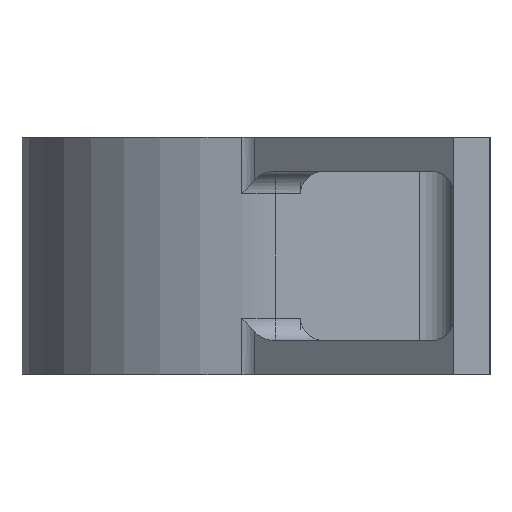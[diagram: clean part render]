
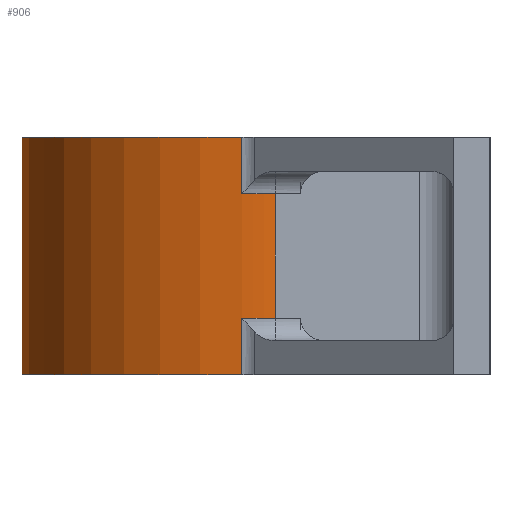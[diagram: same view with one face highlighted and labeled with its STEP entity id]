
A CAD part, left-side view. The second image highlights one B-rep face of the part: STEP entity #906.
In plain terms, the highlighted cylindrical face has radius 22.5 mm (diameter 45 mm), a partial arc.
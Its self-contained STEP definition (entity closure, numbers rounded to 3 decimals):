
#39=CIRCLE('',#974,22.5);
#42=CIRCLE('',#982,22.5);
#44=CIRCLE('',#987,22.5);
#48=CIRCLE('',#996,22.5);
#49=CIRCLE('',#997,22.5);
#50=CIRCLE('',#998,22.5);
#104=FACE_OUTER_BOUND('',#151,.T.);
#151=EDGE_LOOP('',(#685,#686,#687,#688,#689,#690,#691,#692,#693,#694,#695,
#696));
#201=LINE('',#1353,#289);
#209=LINE('',#1418,#297);
#216=LINE('',#1462,#304);
#218=LINE('',#1467,#306);
#224=LINE('',#1481,#312);
#225=LINE('',#1484,#313);
#289=VECTOR('',#1084,10.);
#297=VECTOR('',#1120,10.);
#304=VECTOR('',#1147,10.);
#306=VECTOR('',#1151,10.);
#312=VECTOR('',#1161,10.);
#313=VECTOR('',#1166,10.);
#393=VERTEX_POINT('',#1350);
#394=VERTEX_POINT('',#1352);
#396=VERTEX_POINT('',#1364);
#401=VERTEX_POINT('',#1391);
#403=VERTEX_POINT('',#1397);
#405=VERTEX_POINT('',#1417);
#408=VERTEX_POINT('',#1427);
#409=VERTEX_POINT('',#1428);
#416=VERTEX_POINT('',#1460);
#418=VERTEX_POINT('',#1466);
#423=VERTEX_POINT('',#1478);
#424=VERTEX_POINT('',#1480);
#484=EDGE_CURVE('',#393,#394,#201,.T.);
#490=EDGE_CURVE('',#394,#396,#39,.T.);
#500=EDGE_CURVE('',#401,#403,#42,.T.);
#503=EDGE_CURVE('',#403,#405,#209,.T.);
#508=EDGE_CURVE('',#408,#409,#44,.T.);
#518=EDGE_CURVE('',#416,#408,#216,.T.);
#520=EDGE_CURVE('',#418,#409,#218,.T.);
#526=EDGE_CURVE('',#423,#393,#48,.T.);
#527=EDGE_CURVE('',#424,#423,#224,.T.);
#528=EDGE_CURVE('',#418,#424,#49,.T.);
#529=EDGE_CURVE('',#405,#416,#50,.T.);
#530=EDGE_CURVE('',#396,#401,#225,.T.);
#685=ORIENTED_EDGE('',*,*,#484,.F.);
#686=ORIENTED_EDGE('',*,*,#526,.F.);
#687=ORIENTED_EDGE('',*,*,#527,.F.);
#688=ORIENTED_EDGE('',*,*,#528,.F.);
#689=ORIENTED_EDGE('',*,*,#520,.T.);
#690=ORIENTED_EDGE('',*,*,#508,.F.);
#691=ORIENTED_EDGE('',*,*,#518,.F.);
#692=ORIENTED_EDGE('',*,*,#529,.F.);
#693=ORIENTED_EDGE('',*,*,#503,.F.);
#694=ORIENTED_EDGE('',*,*,#500,.F.);
#695=ORIENTED_EDGE('',*,*,#530,.F.);
#696=ORIENTED_EDGE('',*,*,#490,.F.);
#879=CYLINDRICAL_SURFACE('',#995,22.5);
#906=ADVANCED_FACE('',(#104),#879,.T.);
#974=AXIS2_PLACEMENT_3D('',#1372,#1095,#1096);
#982=AXIS2_PLACEMENT_3D('',#1398,#1116,#1117);
#987=AXIS2_PLACEMENT_3D('',#1429,#1130,#1131);
#995=AXIS2_PLACEMENT_3D('',#1477,#1157,#1158);
#996=AXIS2_PLACEMENT_3D('',#1479,#1159,#1160);
#997=AXIS2_PLACEMENT_3D('',#1482,#1162,#1163);
#998=AXIS2_PLACEMENT_3D('',#1483,#1164,#1165);
#1084=DIRECTION('',(0.,0.,1.));
#1095=DIRECTION('center_axis',(0.,0.,-1.));
#1096=DIRECTION('ref_axis',(0.999,0.052,0.));
#1116=DIRECTION('center_axis',(0.,0.,1.));
#1117=DIRECTION('ref_axis',(0.999,0.052,0.));
#1120=DIRECTION('',(0.,0.,1.));
#1130=DIRECTION('center_axis',(0.,0.,1.));
#1131=DIRECTION('ref_axis',(-0.999,0.052,0.));
#1147=DIRECTION('',(0.,0.,-1.));
#1151=DIRECTION('',(0.,0.,1.));
#1157=DIRECTION('center_axis',(0.,0.,1.));
#1158=DIRECTION('ref_axis',(1.,0.,0.));
#1159=DIRECTION('center_axis',(0.,0.,-1.));
#1160=DIRECTION('ref_axis',(-1.,0.,0.));
#1161=DIRECTION('',(0.,0.,-1.));
#1162=DIRECTION('center_axis',(0.,0.,-1.));
#1163=DIRECTION('ref_axis',(-0.999,0.052,0.));
#1164=DIRECTION('center_axis',(0.,0.,1.));
#1165=DIRECTION('ref_axis',(1.,0.,0.));
#1166=DIRECTION('',(0.,0.,1.));
#1350=CARTESIAN_POINT('',(22.304,2.966,-3.));
#1352=CARTESIAN_POINT('',(22.304,2.966,2.));
#1353=CARTESIAN_POINT('',(22.304,2.966,0.));
#1364=CARTESIAN_POINT('',(22.5,0.,2.));
#1372=CARTESIAN_POINT('Origin',(0.,0.,2.));
#1391=CARTESIAN_POINT('',(22.5,0.,13.));
#1397=CARTESIAN_POINT('',(22.304,2.966,13.));
#1398=CARTESIAN_POINT('Origin',(0.,0.,13.));
#1417=CARTESIAN_POINT('',(22.304,2.966,18.));
#1418=CARTESIAN_POINT('',(22.304,2.966,0.));
#1427=CARTESIAN_POINT('',(-22.304,2.966,13.));
#1428=CARTESIAN_POINT('',(-22.5,0.,13.));
#1429=CARTESIAN_POINT('Origin',(0.,0.,13.));
#1460=CARTESIAN_POINT('',(-22.304,2.966,18.));
#1462=CARTESIAN_POINT('',(-22.304,2.966,0.));
#1466=CARTESIAN_POINT('',(-22.5,0.,2.));
#1467=CARTESIAN_POINT('',(-22.5,0.,0.));
#1477=CARTESIAN_POINT('Origin',(0.,0.,0.));
#1478=CARTESIAN_POINT('',(-22.304,2.966,-3.));
#1479=CARTESIAN_POINT('Origin',(0.,0.,-3.));
#1480=CARTESIAN_POINT('',(-22.304,2.966,2.));
#1481=CARTESIAN_POINT('',(-22.304,2.966,0.));
#1482=CARTESIAN_POINT('Origin',(0.,0.,2.));
#1483=CARTESIAN_POINT('Origin',(0.,0.,18.));
#1484=CARTESIAN_POINT('',(22.5,0.,0.));
